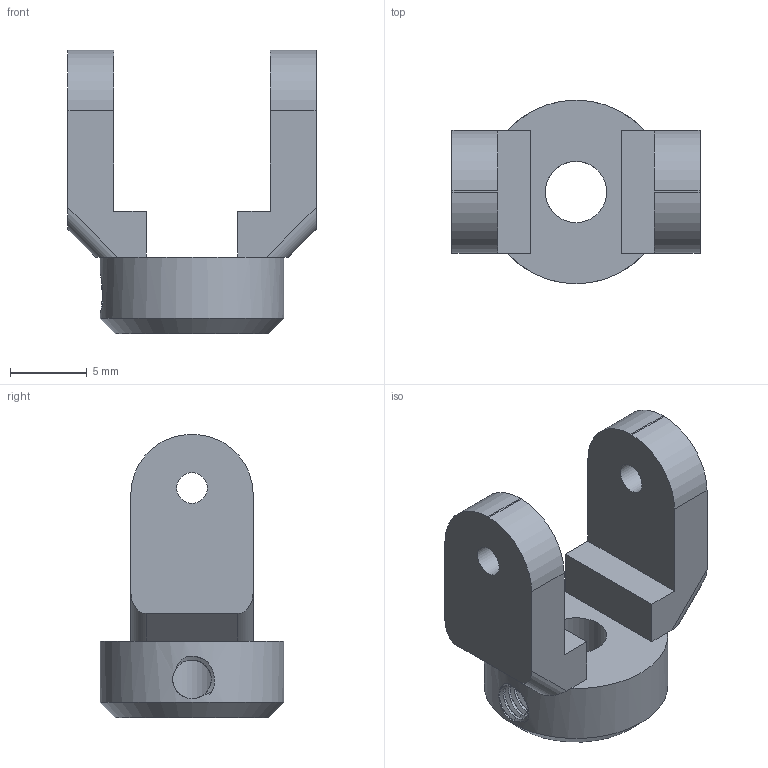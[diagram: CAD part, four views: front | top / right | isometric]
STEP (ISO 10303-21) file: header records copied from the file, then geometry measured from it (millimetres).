
FILE_DESCRIPTION(('FreeCAD Model'),'2;1');
FILE_NAME('Open CASCADE Shape Model','2022-08-22T11:13:34',(''),(''), 'Open CASCADE STEP processor 7.6','FreeCAD','Unknown');
FILE_SCHEMA(('AUTOMOTIVE_DESIGN { 1 0 10303 214 1 1 1 1 }'));
Length unit declared in the file: millimetre
Products named in the file (1): U-joint_001
Bounding box: 16.2 x 12 x 18.5 mm (x, y, z)
Volume: 1122.1 mm3; surface area: 1123.8 mm2
Topology: 1 solids, 1 shells, 79 faces, 194 edges, 117 vertices
Faces by surface type: bspline 35, cylinder 23, plane 20, cone 1
Full cylindrical faces by diameter (mm): 2 x2, 2.52 x8, 4 x1, 12 x1
Entity records: 13651 total; most frequent: CARTESIAN_POINT 10144, DIRECTION 490, ORIENTED_EDGE 388, PCURVE 388, DEFINITIONAL_REPRESENTATION 388, LINE 322, VECTOR 322, B_SPLINE_CURVE_WITH_KNOTS 203
